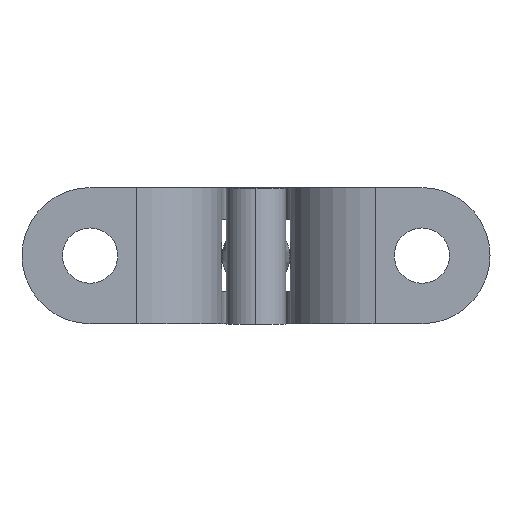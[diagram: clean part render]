
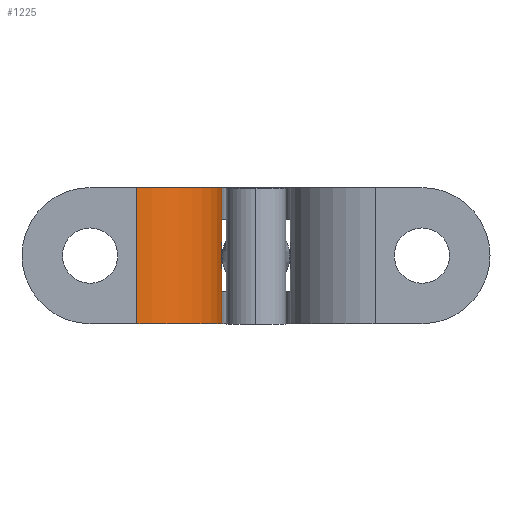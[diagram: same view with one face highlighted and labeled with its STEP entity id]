
A CAD part, front view. The second image highlights one B-rep face of the part: STEP entity #1225.
In plain terms, the highlighted cylindrical face has radius 10 mm (diameter 20 mm), a partial arc.
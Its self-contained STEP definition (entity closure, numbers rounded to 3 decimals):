
#20 = DIRECTION ( 'NONE',  ( 0., 0., -1. ) ) ;
#68 = VERTEX_POINT ( 'NONE', #803 ) ;
#73 = B_SPLINE_CURVE_WITH_KNOTS ( 'NONE', 3,
 ( #1858, #1411, #1077, #909, #114, #1716, #1886, #1391 ),
 .UNSPECIFIED., .F., .F.,
 ( 4, 2, 2, 4 ),
 ( 0., 0.001, 0.002, 0.003 ),
 .UNSPECIFIED. ) ;
#114 = CARTESIAN_POINT ( 'NONE',  ( 23.46, 9.108, 8.984 ) ) ;
#119 = DIRECTION ( 'NONE',  ( 0., 0., 1. ) ) ;
#134 = ORIENTED_EDGE ( 'NONE', *, *, #543, .F. ) ;
#157 = DIRECTION ( 'NONE',  ( -1., 0., 0. ) ) ;
#185 = CARTESIAN_POINT ( 'NONE',  ( 13.5, 0., 16. ) ) ;
#241 = CARTESIAN_POINT ( 'NONE',  ( 23.45, 9., 8. ) ) ;
#245 = DIRECTION ( 'NONE',  ( 0., 0., -1. ) ) ;
#256 = CIRCLE ( 'NONE', #1078, 10. ) ;
#268 = VERTEX_POINT ( 'NONE', #397 ) ;
#272 = DIRECTION ( 'NONE',  ( 0., 0., -1. ) ) ;
#278 = CARTESIAN_POINT ( 'NONE',  ( 13.5, 10., 16. ) ) ;
#283 = EDGE_CURVE ( 'NONE', #824, #268, #1320, .T. ) ;
#295 = AXIS2_PLACEMENT_3D ( 'NONE', #278, #119, #2023 ) ;
#371 = VECTOR ( 'NONE', #272, 1000. ) ;
#387 = CARTESIAN_POINT ( 'NONE',  ( 13.5, 10., 0. ) ) ;
#397 = CARTESIAN_POINT ( 'NONE',  ( 23.5, 10., 5.261 ) ) ;
#405 = CARTESIAN_POINT ( 'NONE',  ( 23.45, 9., 7.751 ) ) ;
#455 = AXIS2_PLACEMENT_3D ( 'NONE', #1785, #1595, #157 ) ;
#500 = LINE ( 'NONE', #185, #745 ) ;
#543 = EDGE_CURVE ( 'NONE', #1422, #824, #73, .T. ) ;
#560 = EDGE_CURVE ( 'NONE', #268, #966, #1734, .T. ) ;
#568 = DIRECTION ( 'NONE',  ( 0., 0., 1. ) ) ;
#580 = CARTESIAN_POINT ( 'NONE',  ( 23.466, 9.172, 6.776 ) ) ;
#600 = CARTESIAN_POINT ( 'NONE',  ( 23.5, 10., 0. ) ) ;
#659 = ORIENTED_EDGE ( 'NONE', *, *, #877, .F. ) ;
#674 = EDGE_CURVE ( 'NONE', #1275, #68, #500, .T. ) ;
#697 = EDGE_LOOP ( 'NONE', ( #134, #1187, #659, #705, #805, #933, #977 ) ) ;
#705 = ORIENTED_EDGE ( 'NONE', *, *, #674, .T. ) ;
#706 = CARTESIAN_POINT ( 'NONE',  ( 23.5, 10., 16. ) ) ;
#745 = VECTOR ( 'NONE', #20, 1000. ) ;
#803 = CARTESIAN_POINT ( 'NONE',  ( 13.5, 0., 0. ) ) ;
#805 = ORIENTED_EDGE ( 'NONE', *, *, #861, .T. ) ;
#824 = VERTEX_POINT ( 'NONE', #241 ) ;
#830 = FACE_OUTER_BOUND ( 'NONE', #697, .T. ) ;
#858 = VERTEX_POINT ( 'NONE', #1831 ) ;
#861 = EDGE_CURVE ( 'NONE', #68, #966, #256, .T. ) ;
#877 = EDGE_CURVE ( 'NONE', #1275, #858, #1701, .T. ) ;
#908 = CARTESIAN_POINT ( 'NONE',  ( 23.496, 9.695, 5.658 ) ) ;
#909 = CARTESIAN_POINT ( 'NONE',  ( 23.466, 9.172, 9.223 ) ) ;
#933 = ORIENTED_EDGE ( 'NONE', *, *, #560, .F. ) ;
#966 = VERTEX_POINT ( 'NONE', #600 ) ;
#972 = VECTOR ( 'NONE', #245, 1000. ) ;
#977 = ORIENTED_EDGE ( 'NONE', *, *, #283, .F. ) ;
#1052 = DIRECTION ( 'NONE',  ( 1., 0., 0. ) ) ;
#1069 = CARTESIAN_POINT ( 'NONE',  ( 23.452, 9.022, 7.505 ) ) ;
#1075 = CARTESIAN_POINT ( 'NONE',  ( 23.486, 9.448, 6.085 ) ) ;
#1077 = CARTESIAN_POINT ( 'NONE',  ( 23.485, 9.429, 9.927 ) ) ;
#1078 = AXIS2_PLACEMENT_3D ( 'NONE', #387, #568, #1052 ) ;
#1143 = CYLINDRICAL_SURFACE ( 'NONE', #455, 10. ) ;
#1187 = ORIENTED_EDGE ( 'NONE', *, *, #1357, .F. ) ;
#1225 = ADVANCED_FACE ( 'NONE', ( #830 ), #1143, .T. ) ;
#1233 = CARTESIAN_POINT ( 'NONE',  ( 23.5, 10., 16. ) ) ;
#1275 = VERTEX_POINT ( 'NONE', #1837 ) ;
#1285 = CARTESIAN_POINT ( 'NONE',  ( 23.5, 10., 5.261 ) ) ;
#1320 = B_SPLINE_CURVE_WITH_KNOTS ( 'NONE', 3,
 ( #1850, #405, #1069, #1697, #580, #1857, #1075, #908, #1769, #1285 ),
 .UNSPECIFIED., .F., .F.,
 ( 4, 2, 2, 2, 4 ),
 ( 0.003, 0.004, 0.004, 0.005, 0.006 ),
 .UNSPECIFIED. ) ;
#1357 = EDGE_CURVE ( 'NONE', #858, #1422, #1360, .T. ) ;
#1360 = LINE ( 'NONE', #706, #972 ) ;
#1391 = CARTESIAN_POINT ( 'NONE',  ( 23.45, 9., 8. ) ) ;
#1411 = CARTESIAN_POINT ( 'NONE',  ( 23.5, 9.677, 10.356 ) ) ;
#1422 = VERTEX_POINT ( 'NONE', #1459 ) ;
#1459 = CARTESIAN_POINT ( 'NONE',  ( 23.5, 10., 10.739 ) ) ;
#1595 = DIRECTION ( 'NONE',  ( 0., 0., -1. ) ) ;
#1697 = CARTESIAN_POINT ( 'NONE',  ( 23.46, 9.108, 7.018 ) ) ;
#1701 = CIRCLE ( 'NONE', #295, 10. ) ;
#1716 = CARTESIAN_POINT ( 'NONE',  ( 23.452, 9.022, 8.498 ) ) ;
#1734 = LINE ( 'NONE', #1233, #371 ) ;
#1769 = CARTESIAN_POINT ( 'NONE',  ( 23.5, 9.839, 5.453 ) ) ;
#1785 = CARTESIAN_POINT ( 'NONE',  ( 13.5, 10., 16. ) ) ;
#1831 = CARTESIAN_POINT ( 'NONE',  ( 23.5, 10., 16. ) ) ;
#1837 = CARTESIAN_POINT ( 'NONE',  ( 13.5, 0., 16. ) ) ;
#1850 = CARTESIAN_POINT ( 'NONE',  ( 23.45, 9., 8. ) ) ;
#1857 = CARTESIAN_POINT ( 'NONE',  ( 23.479, 9.343, 6.309 ) ) ;
#1858 = CARTESIAN_POINT ( 'NONE',  ( 23.5, 10., 10.739 ) ) ;
#1886 = CARTESIAN_POINT ( 'NONE',  ( 23.45, 9., 8.249 ) ) ;
#2023 = DIRECTION ( 'NONE',  ( 1., 0., 0. ) ) ;
